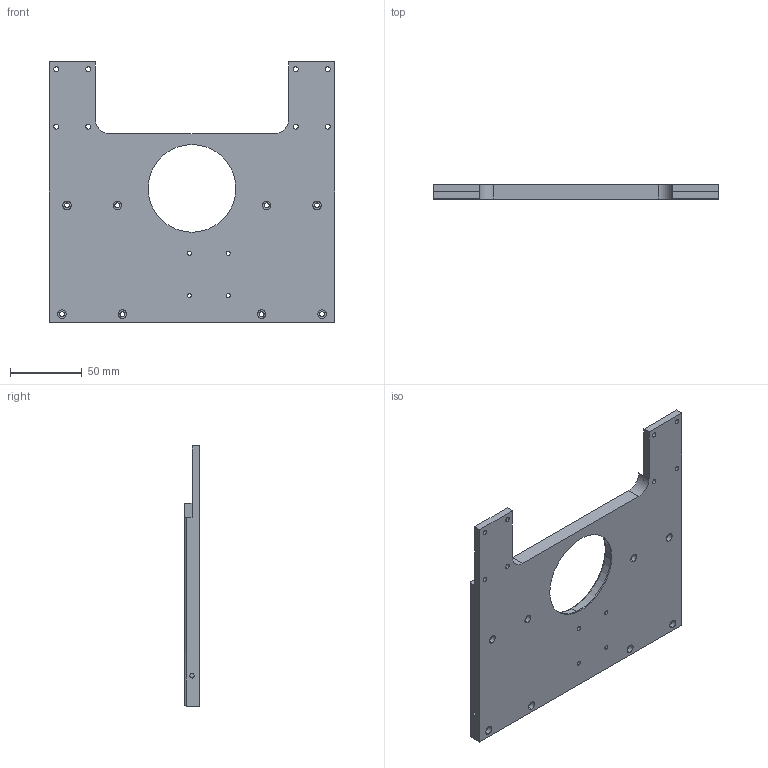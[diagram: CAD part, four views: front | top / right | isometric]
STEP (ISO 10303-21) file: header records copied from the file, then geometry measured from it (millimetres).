
FILE_DESCRIPTION (( 'STEP AP203' ), '1' );
FILE_NAME ('01b_Baseplate_part2_50°_200x200.step', '2020-05-23T22:38:08', ( '' ), ( '' ), 'SwSTEP 2.0', 'SolidWorks 2019', '' );
FILE_SCHEMA (( 'CONFIG_CONTROL_DESIGN' ));
Length unit declared in the file: millimetre
Products named in the file (1): 01b_Baseplate_part2_50起200x200
Bounding box: 199 x 10 x 181 mm (x, y, z)
Volume: 240059.2 mm3; surface area: 64702.1 mm2
Topology: 1 solids, 1 shells, 292 faces, 762 edges, 506 vertices
Faces by surface type: plane 129, bspline 84, cylinder 77, torus 2
Entity records: 13209 total; most frequent: CARTESIAN_POINT 6291, ORIENTED_EDGE 1524, DIRECTION 1164, EDGE_CURVE 762, VERTEX_POINT 506, VECTOR 438, LINE 438, EDGE_LOOP 368
